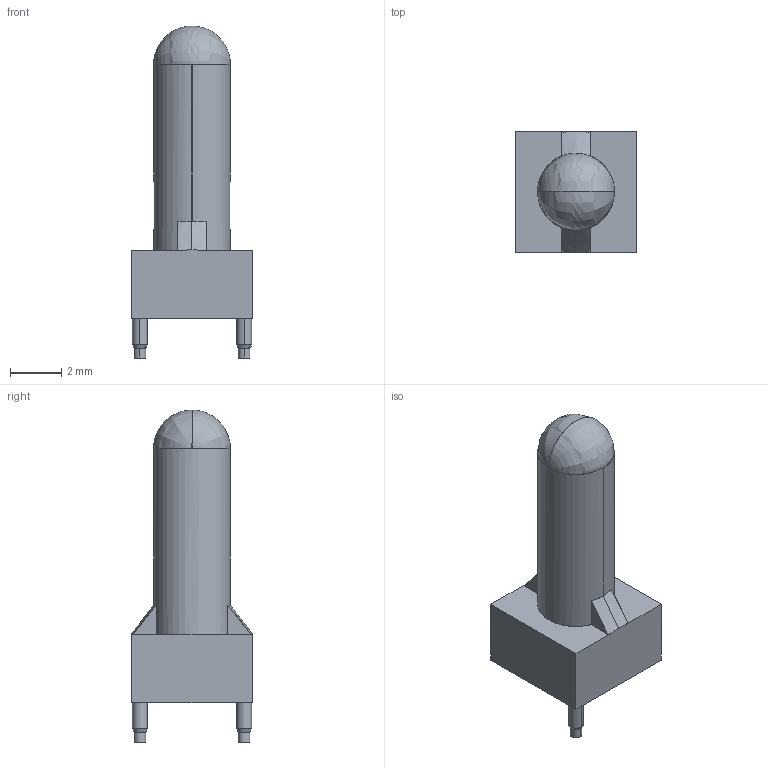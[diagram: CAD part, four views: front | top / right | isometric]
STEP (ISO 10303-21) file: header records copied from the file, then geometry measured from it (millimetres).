
FILE_DESCRIPTION(('FreeCAD Model'),'2;1');
FILE_NAME('VLP_450_R.step','2018-07-08T17:43:10',( 'kicad StepUp'),('ksu MCAD'),'Open CASCADE STEP processor 7.2', 'FreeCAD','Unknown');
FILE_SCHEMA(('AUTOMOTIVE_DESIGN { 1 0 10303 214 1 1 1 1 }'));
Length unit declared in the file: millimetre
Products named in the file (1): VLP_450_R
Bounding box: 4.7 x 4.7 x 12.95 mm (x, y, z)
Surface area: 235.6 mm2 (no closed solid volume)
Topology: 0 solids, 43 shells, 43 faces, 349 edges, 345 vertices
Faces by surface type: bspline 28, revolution 15
Entity records: 3800 total; most frequent: CARTESIAN_POINT 1312, ORIENTED_EDGE 348, EDGE_CURVE 348, VERTEX_POINT 348, DIRECTION 238, B_SPLINE_CURVE_WITH_KNOTS 197, LINE 111, VECTOR 111
